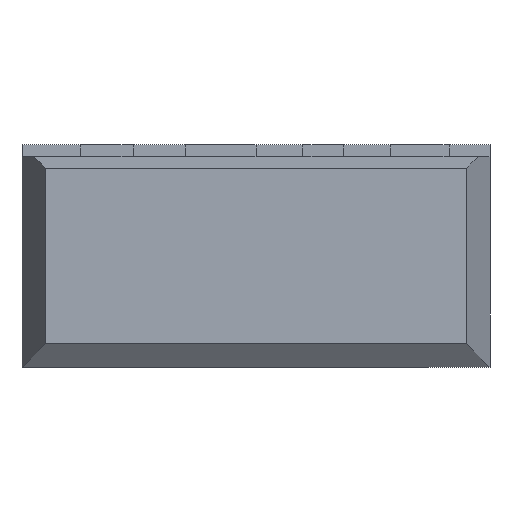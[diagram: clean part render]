
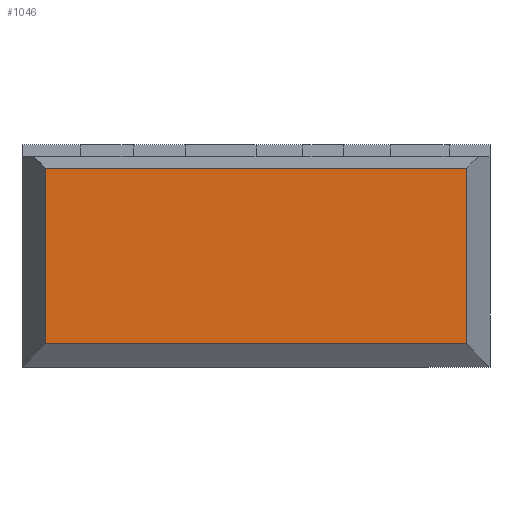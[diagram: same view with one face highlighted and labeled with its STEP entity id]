
A CAD part, front view. The second image highlights one B-rep face of the part: STEP entity #1046.
In plain terms, the highlighted planar face has unit normal (0, -1, 0).
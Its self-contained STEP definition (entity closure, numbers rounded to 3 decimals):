
#104=FACE_OUTER_BOUND('',#167,.T.);
#167=EDGE_LOOP('',(#919,#920,#921,#922));
#283=LINE('',#1661,#417);
#290=LINE('',#1675,#424);
#292=LINE('',#1679,#426);
#300=LINE('',#1693,#434);
#417=VECTOR('',#1371,10.);
#424=VECTOR('',#1382,10.);
#426=VECTOR('',#1386,10.);
#434=VECTOR('',#1400,10.);
#510=VERTEX_POINT('',#1658);
#511=VERTEX_POINT('',#1660);
#516=VERTEX_POINT('',#1674);
#517=VERTEX_POINT('',#1678);
#636=EDGE_CURVE('',#510,#511,#283,.T.);
#643=EDGE_CURVE('',#511,#516,#290,.T.);
#645=EDGE_CURVE('',#516,#517,#292,.T.);
#653=EDGE_CURVE('',#517,#510,#300,.T.);
#919=ORIENTED_EDGE('',*,*,#636,.F.);
#920=ORIENTED_EDGE('',*,*,#653,.F.);
#921=ORIENTED_EDGE('',*,*,#645,.F.);
#922=ORIENTED_EDGE('',*,*,#643,.F.);
#984=PLANE('',#1140);
#1046=ADVANCED_FACE('',(#104),#984,.F.);
#1140=AXIS2_PLACEMENT_3D('',#1697,#1406,#1407);
#1371=DIRECTION('',(0.,0.,1.));
#1382=DIRECTION('',(1.,0.,0.));
#1386=DIRECTION('',(0.,0.,-1.));
#1400=DIRECTION('',(-1.,0.,0.));
#1406=DIRECTION('center_axis',(0.,1.,0.));
#1407=DIRECTION('ref_axis',(1.,0.,0.));
#1658=CARTESIAN_POINT('',(-1.8,0.,-0.75));
#1660=CARTESIAN_POINT('',(-1.8,0.,0.75));
#1661=CARTESIAN_POINT('',(-1.8,0.,-0.475));
#1674=CARTESIAN_POINT('',(1.8,0.,0.75));
#1675=CARTESIAN_POINT('',(-1.,0.,0.75));
#1678=CARTESIAN_POINT('',(1.8,0.,-0.75));
#1679=CARTESIAN_POINT('',(1.8,0.,0.475));
#1693=CARTESIAN_POINT('',(1.,0.,-0.75));
#1697=CARTESIAN_POINT('Origin',(0.,0.,0.));
